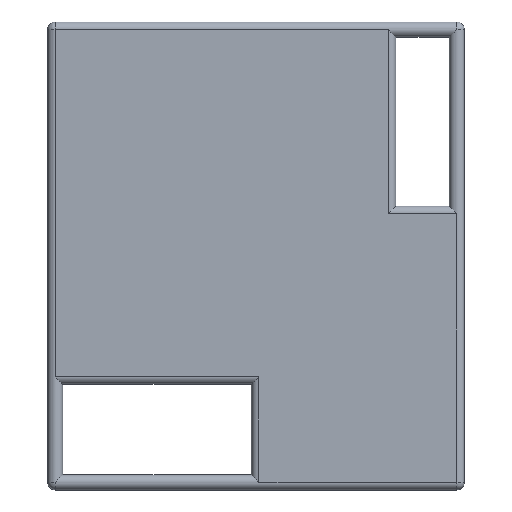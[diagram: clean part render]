
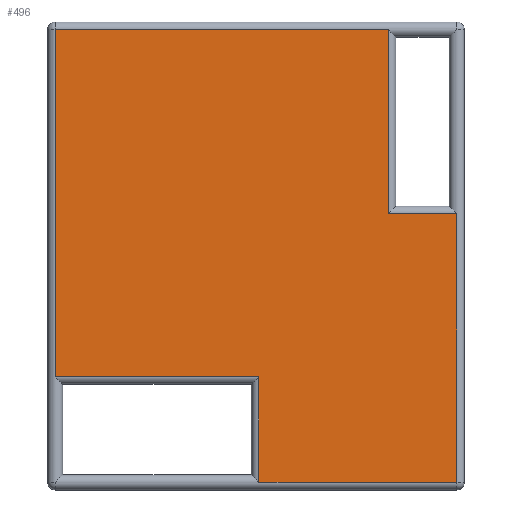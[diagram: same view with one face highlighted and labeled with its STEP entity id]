
A CAD part, top view. The second image highlights one B-rep face of the part: STEP entity #496.
In plain terms, the highlighted planar face has unit normal (0, 0, 1).
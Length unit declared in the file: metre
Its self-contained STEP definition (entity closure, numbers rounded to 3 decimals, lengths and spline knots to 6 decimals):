
#100=ORIENTED_EDGE('',*,*,#236,.T.);
#101=ORIENTED_EDGE('',*,*,#237,.T.);
#102=ORIENTED_EDGE('',*,*,#238,.T.);
#103=ORIENTED_EDGE('',*,*,#239,.T.);
#104=ORIENTED_EDGE('',*,*,#240,.T.);
#105=ORIENTED_EDGE('',*,*,#241,.T.);
#106=ORIENTED_EDGE('',*,*,#242,.T.);
#107=ORIENTED_EDGE('',*,*,#243,.T.);
#236=EDGE_CURVE('',#300,#301,#350,.T.);
#237=EDGE_CURVE('',#301,#302,#351,.T.);
#238=EDGE_CURVE('',#302,#303,#352,.F.);
#239=EDGE_CURVE('',#303,#304,#353,.F.);
#240=EDGE_CURVE('',#304,#305,#354,.F.);
#241=EDGE_CURVE('',#305,#306,#355,.F.);
#242=EDGE_CURVE('',#306,#307,#356,.T.);
#243=EDGE_CURVE('',#307,#300,#357,.T.);
#300=VERTEX_POINT('',#826);
#301=VERTEX_POINT('',#827);
#302=VERTEX_POINT('',#829);
#303=VERTEX_POINT('',#831);
#304=VERTEX_POINT('',#833);
#305=VERTEX_POINT('',#835);
#306=VERTEX_POINT('',#837);
#307=VERTEX_POINT('',#839);
#350=LINE('',#825,#398);
#351=LINE('',#828,#399);
#352=LINE('',#830,#400);
#353=LINE('',#832,#401);
#354=LINE('',#834,#402);
#355=LINE('',#836,#403);
#356=LINE('',#838,#404);
#357=LINE('',#840,#405);
#398=VECTOR('',#649,1.);
#399=VECTOR('',#650,1.);
#400=VECTOR('',#651,1.);
#401=VECTOR('',#652,1.);
#402=VECTOR('',#653,1.);
#403=VECTOR('',#654,1.);
#404=VECTOR('',#655,1.);
#405=VECTOR('',#656,1.);
#418=EDGE_LOOP('',(#100,#101,#102,#103,#104,#105,#106,#107));
#450=FACE_BOUND('',#418,.T.);
#482=PLANE('',#539);
#496=ADVANCED_FACE('',(#450),#482,.T.);
#539=AXIS2_PLACEMENT_3D('',#824,#647,#648);
#647=DIRECTION('',(0.,0.,1.));
#648=DIRECTION('',(1.,0.,0.));
#649=DIRECTION('',(0.,-1.,0.));
#650=DIRECTION('',(1.,0.,0.));
#651=DIRECTION('',(0.,-1.,0.));
#652=DIRECTION('',(1.,0.,0.));
#653=DIRECTION('',(0.,-1.,0.));
#654=DIRECTION('',(1.,0.,0.));
#655=DIRECTION('',(0.,-1.,0.));
#656=DIRECTION('',(1.,0.,0.));
#824=CARTESIAN_POINT('',(0.008754,-0.003855,0.027));
#825=CARTESIAN_POINT('',(0.008946,-0.018355,0.027));
#826=CARTESIAN_POINT('',(0.008946,-0.011855,0.027));
#827=CARTESIAN_POINT('',(0.008946,-0.018855,0.027));
#828=CARTESIAN_POINT('',(0.022561,-0.018855,0.027));
#829=CARTESIAN_POINT('',(0.022061,-0.018855,0.027));
#830=CARTESIAN_POINT('',(0.022061,-0.003855,0.027));
#831=CARTESIAN_POINT('',(0.022061,-0.001055,0.027));
#832=CARTESIAN_POINT('',(0.008754,-0.001055,0.027));
#833=CARTESIAN_POINT('',(0.017511,-0.001055,0.027));
#834=CARTESIAN_POINT('',(0.017511,-0.003855,0.027));
#835=CARTESIAN_POINT('',(0.017511,0.011145,0.027));
#836=CARTESIAN_POINT('',(0.008754,0.011145,0.027));
#837=CARTESIAN_POINT('',(-0.004554,0.011145,0.027));
#838=CARTESIAN_POINT('',(-0.004554,-0.019355,0.027));
#839=CARTESIAN_POINT('',(-0.004554,-0.011855,0.027));
#840=CARTESIAN_POINT('',(0.008446,-0.011855,0.027));
